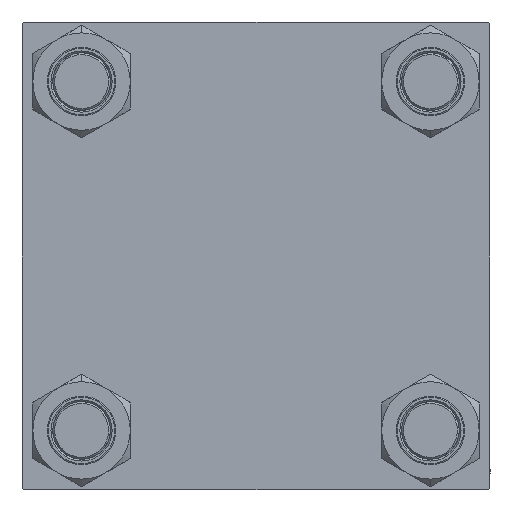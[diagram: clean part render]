
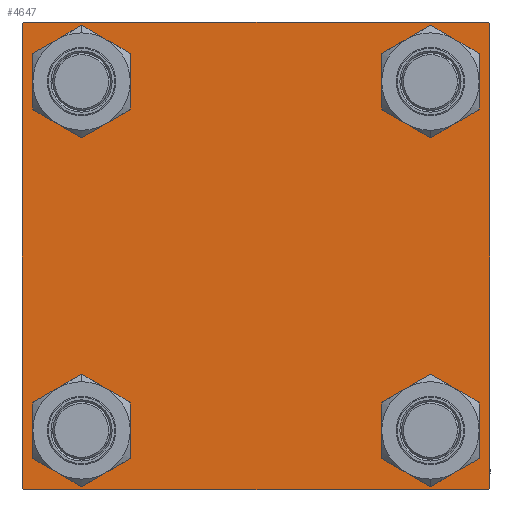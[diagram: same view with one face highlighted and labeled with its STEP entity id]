
A CAD part, left-side view. The second image highlights one B-rep face of the part: STEP entity #4647.
In plain terms, the highlighted planar face has unit normal (-1, 0, 0).
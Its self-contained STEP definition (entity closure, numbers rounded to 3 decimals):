
#166 = CARTESIAN_POINT ( 'NONE',  ( 0., 48.45, -39.95 ) ) ;
#337 = CARTESIAN_POINT ( 'NONE',  ( 0., -48.45, 56.95 ) ) ;
#369 = DIRECTION ( 'NONE',  ( 0., 0., 1. ) ) ;
#1219 = EDGE_CURVE ( 'NONE', #45452, #18713, #43059, .T. ) ;
#1339 = DIRECTION ( 'NONE',  ( 0., 0., 1. ) ) ;
#1866 = LINE ( 'NONE', #37841, #13992 ) ;
#2115 = VECTOR ( 'NONE', #2941, 1000. ) ;
#2354 = DIRECTION ( 'NONE',  ( 0., 0., 1. ) ) ;
#2615 = DIRECTION ( 'NONE',  ( 0., -1., 0. ) ) ;
#2876 = EDGE_CURVE ( 'NONE', #14718, #13398, #4585, .T. ) ;
#2941 = DIRECTION ( 'NONE',  ( 0., -1., 0. ) ) ;
#3422 = DIRECTION ( 'NONE',  ( 0., 0.707, -0.707 ) ) ;
#3626 = ORIENTED_EDGE ( 'NONE', *, *, #39933, .T. ) ;
#4260 = CIRCLE ( 'NONE', #22328, 8.5 ) ;
#4585 = CIRCLE ( 'NONE', #8686, 8.5 ) ;
#4590 = EDGE_CURVE ( 'NONE', #41881, #18382, #6316, .T. ) ;
#4647 = ADVANCED_FACE ( 'NONE', ( #18156, #10453, #13553, #21508, #33342 ), #49014, .T. ) ;
#4915 = DIRECTION ( 'NONE',  ( 0., -0.707, -0.707 ) ) ;
#5903 = DIRECTION ( 'NONE',  ( 0., 0., 1. ) ) ;
#6053 = VECTOR ( 'NONE', #30712, 1000. ) ;
#6315 = VERTEX_POINT ( 'NONE', #24588 ) ;
#6316 = CIRCLE ( 'NONE', #26801, 8.5 ) ;
#6378 = VERTEX_POINT ( 'NONE', #17904 ) ;
#6599 = CARTESIAN_POINT ( 'NONE',  ( 0., 0., 0. ) ) ;
#7103 = AXIS2_PLACEMENT_3D ( 'NONE', #6599, #13810, #37947 ) ;
#7199 = CIRCLE ( 'NONE', #26858, 8.5 ) ;
#7360 = CARTESIAN_POINT ( 'NONE',  ( 0., 65., -64.5 ) ) ;
#7376 = CARTESIAN_POINT ( 'NONE',  ( 0., -48.45, 48.45 ) ) ;
#7442 = LINE ( 'NONE', #19264, #47762 ) ;
#7620 = DIRECTION ( 'NONE',  ( 0., 0., 1. ) ) ;
#7894 = ORIENTED_EDGE ( 'NONE', *, *, #44920, .T. ) ;
#8071 = ORIENTED_EDGE ( 'NONE', *, *, #4590, .T. ) ;
#8231 = VERTEX_POINT ( 'NONE', #14183 ) ;
#8243 = LINE ( 'NONE', #23906, #31224 ) ;
#8686 = AXIS2_PLACEMENT_3D ( 'NONE', #13152, #37060, #1339 ) ;
#9445 = DIRECTION ( 'NONE',  ( 0., 0., -1. ) ) ;
#9996 = AXIS2_PLACEMENT_3D ( 'NONE', #11941, #38443, #42787 ) ;
#10028 = VECTOR ( 'NONE', #3422, 1000. ) ;
#10202 = DIRECTION ( 'NONE',  ( 0., 0., 1. ) ) ;
#10453 = FACE_BOUND ( 'NONE', #40269, .T. ) ;
#10711 = DIRECTION ( 'NONE',  ( 0., 0., -1. ) ) ;
#10922 = EDGE_CURVE ( 'NONE', #35993, #8231, #47492, .T. ) ;
#11224 = VERTEX_POINT ( 'NONE', #27111 ) ;
#11941 = CARTESIAN_POINT ( 'NONE',  ( 0., 48.45, -48.45 ) ) ;
#12285 = CARTESIAN_POINT ( 'NONE',  ( 0., 65., 65. ) ) ;
#13118 = CARTESIAN_POINT ( 'NONE',  ( 0., -48.45, -56.95 ) ) ;
#13152 = CARTESIAN_POINT ( 'NONE',  ( 0., 48.45, -48.45 ) ) ;
#13316 = CARTESIAN_POINT ( 'NONE',  ( 0., 48.45, -56.95 ) ) ;
#13398 = VERTEX_POINT ( 'NONE', #166 ) ;
#13553 = FACE_BOUND ( 'NONE', #33020, .T. ) ;
#13617 = CARTESIAN_POINT ( 'NONE',  ( 0., 64.5, -65. ) ) ;
#13810 = DIRECTION ( 'NONE',  ( -1., 0., 0. ) ) ;
#13992 = VECTOR ( 'NONE', #2615, 1000. ) ;
#14183 = CARTESIAN_POINT ( 'NONE',  ( 0., -48.45, -39.95 ) ) ;
#14718 = VERTEX_POINT ( 'NONE', #13316 ) ;
#15410 = DIRECTION ( 'NONE',  ( 0., -0.707, 0.707 ) ) ;
#16054 = VERTEX_POINT ( 'NONE', #25343 ) ;
#16881 = EDGE_CURVE ( 'NONE', #11224, #25987, #22235, .T. ) ;
#17775 = CARTESIAN_POINT ( 'NONE',  ( 0., -48.45, 48.45 ) ) ;
#17904 = CARTESIAN_POINT ( 'NONE',  ( 0., 65., 64.5 ) ) ;
#18156 = FACE_BOUND ( 'NONE', #25644, .T. ) ;
#18382 = VERTEX_POINT ( 'NONE', #25865 ) ;
#18408 = DIRECTION ( 'NONE',  ( 1., 0., 0. ) ) ;
#18713 = VERTEX_POINT ( 'NONE', #337 ) ;
#18835 = CARTESIAN_POINT ( 'NONE',  ( 0., 64.75, 64.75 ) ) ;
#18937 = DIRECTION ( 'NONE',  ( 0., 0., 1. ) ) ;
#19264 = CARTESIAN_POINT ( 'NONE',  ( 0., -64.75, -64.75 ) ) ;
#20896 = AXIS2_PLACEMENT_3D ( 'NONE', #7376, #35118, #7620 ) ;
#21094 = ORIENTED_EDGE ( 'NONE', *, *, #16881, .T. ) ;
#21508 = FACE_BOUND ( 'NONE', #46736, .T. ) ;
#22235 = LINE ( 'NONE', #41528, #6053 ) ;
#22328 = AXIS2_PLACEMENT_3D ( 'NONE', #17775, #44503, #2354 ) ;
#22666 = EDGE_CURVE ( 'NONE', #49511, #25987, #30443, .T. ) ;
#23560 = ORIENTED_EDGE ( 'NONE', *, *, #30432, .T. ) ;
#23906 = CARTESIAN_POINT ( 'NONE',  ( 0., 64.75, -64.75 ) ) ;
#24588 = CARTESIAN_POINT ( 'NONE',  ( 0., -64.5, -65. ) ) ;
#25002 = VERTEX_POINT ( 'NONE', #7360 ) ;
#25343 = CARTESIAN_POINT ( 'NONE',  ( 0., -65., -64.5 ) ) ;
#25644 = EDGE_LOOP ( 'NONE', ( #47548, #48274 ) ) ;
#25865 = CARTESIAN_POINT ( 'NONE',  ( 0., 48.45, 56.95 ) ) ;
#25987 = VERTEX_POINT ( 'NONE', #29103 ) ;
#26801 = AXIS2_PLACEMENT_3D ( 'NONE', #45403, #18408, #10202 ) ;
#26858 = AXIS2_PLACEMENT_3D ( 'NONE', #43774, #43021, #369 ) ;
#27111 = CARTESIAN_POINT ( 'NONE',  ( 0., -65., 64.5 ) ) ;
#27847 = CARTESIAN_POINT ( 'NONE',  ( 0., -48.45, 39.95 ) ) ;
#28206 = LINE ( 'NONE', #12285, #29554 ) ;
#29023 = CARTESIAN_POINT ( 'NONE',  ( 0., -48.45, -48.45 ) ) ;
#29103 = CARTESIAN_POINT ( 'NONE',  ( 0., -64.5, 65. ) ) ;
#29544 = ORIENTED_EDGE ( 'NONE', *, *, #2876, .T. ) ;
#29554 = VECTOR ( 'NONE', #9445, 1000. ) ;
#29654 = ORIENTED_EDGE ( 'NONE', *, *, #36300, .F. ) ;
#29753 = EDGE_LOOP ( 'NONE', ( #46412, #40439, #45628, #40511, #29654, #21094, #31249, #46920 ) ) ;
#30432 = EDGE_CURVE ( 'NONE', #18382, #41881, #7199, .T. ) ;
#30443 = LINE ( 'NONE', #49719, #2115 ) ;
#30712 = DIRECTION ( 'NONE',  ( 0., 0.707, 0.707 ) ) ;
#31224 = VECTOR ( 'NONE', #4915, 1000. ) ;
#31249 = ORIENTED_EDGE ( 'NONE', *, *, #22666, .F. ) ;
#31493 = CARTESIAN_POINT ( 'NONE',  ( 0., 64.5, 65. ) ) ;
#31695 = CARTESIAN_POINT ( 'NONE',  ( 0., -65., 65. ) ) ;
#32034 = VECTOR ( 'NONE', #10711, 1000. ) ;
#32142 = CIRCLE ( 'NONE', #9996, 8.5 ) ;
#33020 = EDGE_LOOP ( 'NONE', ( #3626, #29544 ) ) ;
#33065 = AXIS2_PLACEMENT_3D ( 'NONE', #42833, #38486, #18937 ) ;
#33342 = FACE_OUTER_BOUND ( 'NONE', #29753, .T. ) ;
#35118 = DIRECTION ( 'NONE',  ( 1., 0., 0. ) ) ;
#35728 = EDGE_CURVE ( 'NONE', #6378, #25002, #28206, .T. ) ;
#35993 = VERTEX_POINT ( 'NONE', #13118 ) ;
#36300 = EDGE_CURVE ( 'NONE', #11224, #16054, #45917, .T. ) ;
#36427 = EDGE_CURVE ( 'NONE', #40825, #6315, #1866, .T. ) ;
#36815 = EDGE_CURVE ( 'NONE', #25002, #40825, #8243, .T. ) ;
#37060 = DIRECTION ( 'NONE',  ( 1., 0., 0. ) ) ;
#37253 = DIRECTION ( 'NONE',  ( 1., 0., 0. ) ) ;
#37841 = CARTESIAN_POINT ( 'NONE',  ( 0., 65., -65. ) ) ;
#37947 = DIRECTION ( 'NONE',  ( 0., 0., 1. ) ) ;
#38443 = DIRECTION ( 'NONE',  ( 1., 0., 0. ) ) ;
#38486 = DIRECTION ( 'NONE',  ( 1., 0., 0. ) ) ;
#39140 = LINE ( 'NONE', #18835, #10028 ) ;
#39933 = EDGE_CURVE ( 'NONE', #13398, #14718, #32142, .T. ) ;
#40269 = EDGE_LOOP ( 'NONE', ( #7894, #43396 ) ) ;
#40397 = EDGE_CURVE ( 'NONE', #49511, #6378, #39140, .T. ) ;
#40439 = ORIENTED_EDGE ( 'NONE', *, *, #36815, .T. ) ;
#40511 = ORIENTED_EDGE ( 'NONE', *, *, #41192, .T. ) ;
#40604 = EDGE_CURVE ( 'NONE', #18713, #45452, #4260, .T. ) ;
#40825 = VERTEX_POINT ( 'NONE', #13617 ) ;
#41192 = EDGE_CURVE ( 'NONE', #6315, #16054, #7442, .T. ) ;
#41528 = CARTESIAN_POINT ( 'NONE',  ( 0., -64.75, 64.75 ) ) ;
#41881 = VERTEX_POINT ( 'NONE', #48927 ) ;
#42787 = DIRECTION ( 'NONE',  ( 0., 0., 1. ) ) ;
#42833 = CARTESIAN_POINT ( 'NONE',  ( 0., -48.45, -48.45 ) ) ;
#43021 = DIRECTION ( 'NONE',  ( 1., 0., 0. ) ) ;
#43059 = CIRCLE ( 'NONE', #20896, 8.5 ) ;
#43396 = ORIENTED_EDGE ( 'NONE', *, *, #10922, .T. ) ;
#43774 = CARTESIAN_POINT ( 'NONE',  ( 0., 48.45, 48.45 ) ) ;
#44503 = DIRECTION ( 'NONE',  ( 1., 0., 0. ) ) ;
#44920 = EDGE_CURVE ( 'NONE', #8231, #35993, #46977, .T. ) ;
#45403 = CARTESIAN_POINT ( 'NONE',  ( 0., 48.45, 48.45 ) ) ;
#45452 = VERTEX_POINT ( 'NONE', #27847 ) ;
#45628 = ORIENTED_EDGE ( 'NONE', *, *, #36427, .T. ) ;
#45917 = LINE ( 'NONE', #31695, #32034 ) ;
#46412 = ORIENTED_EDGE ( 'NONE', *, *, #35728, .T. ) ;
#46689 = AXIS2_PLACEMENT_3D ( 'NONE', #29023, #37253, #5903 ) ;
#46736 = EDGE_LOOP ( 'NONE', ( #23560, #8071 ) ) ;
#46920 = ORIENTED_EDGE ( 'NONE', *, *, #40397, .T. ) ;
#46977 = CIRCLE ( 'NONE', #33065, 8.5 ) ;
#47492 = CIRCLE ( 'NONE', #46689, 8.5 ) ;
#47548 = ORIENTED_EDGE ( 'NONE', *, *, #40604, .T. ) ;
#47762 = VECTOR ( 'NONE', #15410, 1000. ) ;
#48274 = ORIENTED_EDGE ( 'NONE', *, *, #1219, .T. ) ;
#48927 = CARTESIAN_POINT ( 'NONE',  ( 0., 48.45, 39.95 ) ) ;
#49014 = PLANE ( 'NONE',  #7103 ) ;
#49511 = VERTEX_POINT ( 'NONE', #31493 ) ;
#49719 = CARTESIAN_POINT ( 'NONE',  ( 0., 65., 65. ) ) ;
